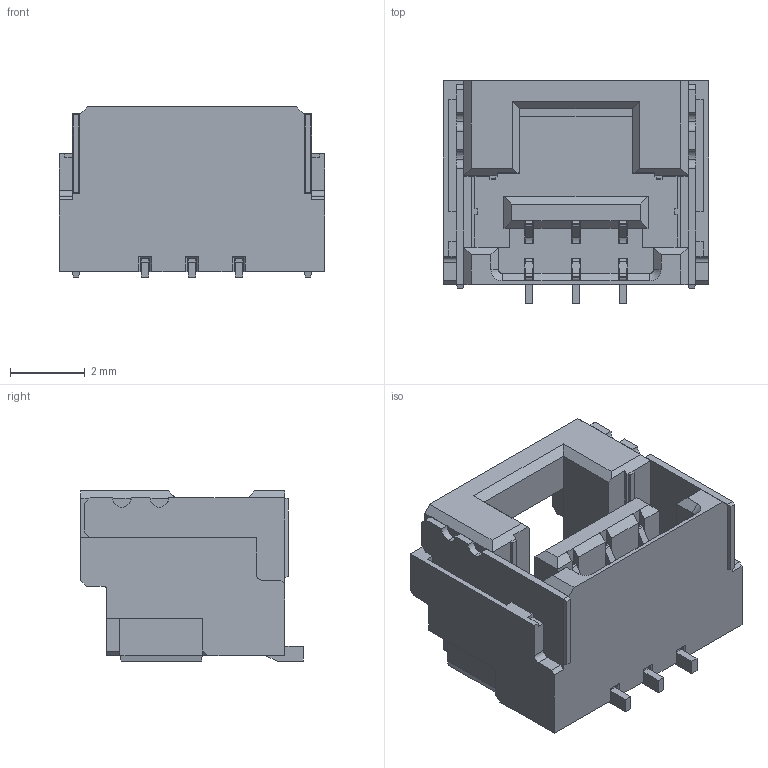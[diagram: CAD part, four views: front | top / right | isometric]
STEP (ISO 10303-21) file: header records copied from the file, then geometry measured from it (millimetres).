
FILE_DESCRIPTION(('STEP AP242'),'1');
FILE_NAME('502382-0370.stp','2021-05-25T16:19:19',('TraceParts'),('TraceParts S.A.'),'Spatial InterOp 3D',' ',' ');
FILE_SCHEMA(('AP242_MANAGED_MODEL_BASED_3D_ENGINEERING_MIM_LF {1 0 10303 442 1 1 4}'));
Length unit declared in the file: millimetre
Products named in the file (1): 502382-0370_1
Bounding box: 7.1 x 5.95 x 4.55 mm (x, y, z)
Volume: 88.4 mm3; surface area: 325.3 mm2
Topology: 1 solids, 1 shells, 333 faces, 995 edges, 664 vertices
Faces by surface type: plane 288, cylinder 43, cone 2
Entity records: 11027 total; most frequent: CARTESIAN_POINT 1954, ORIENTED_EDGE 1950, DIRECTION 1761, EDGE_CURVE 975, LINE 899, VECTOR 899, VERTEX_POINT 624, AXIS2_PLACEMENT_3D 431
